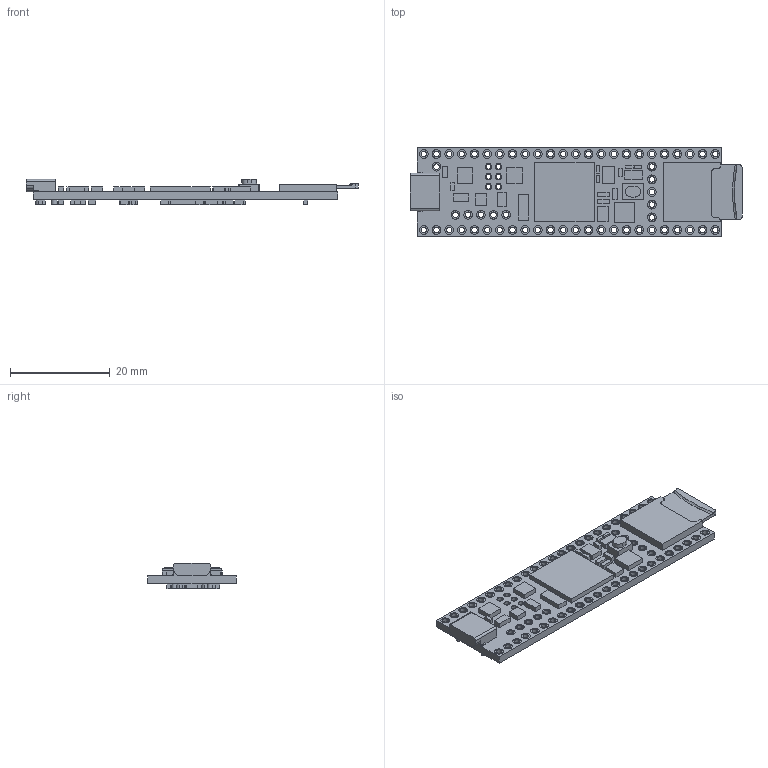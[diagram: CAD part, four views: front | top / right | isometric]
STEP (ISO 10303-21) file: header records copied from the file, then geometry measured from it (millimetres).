
FILE_DESCRIPTION (( 'STEP AP214' ), '1' );
FILE_NAME ('Teensy_4.1_Assembly_simplified.STEP', '2022-06-30T16:58:24', ( '' ), ( '' ), 'SwSTEP 2.0', 'SolidWorks 2021', '' );
FILE_SCHEMA (( 'AUTOMOTIVE_DESIGN' ));
Length unit declared in the file: millimetre
Products named in the file (1): Teensy_4.1_Assembly_simplified
Bounding box: 66.56 x 17.78 x 5.06 mm (x, y, z)
Volume: 2295.6 mm3; surface area: 3401.2 mm2
Topology: 1 solids, 2 shells, 1016 faces, 2406 edges, 1604 vertices
Faces by surface type: plane 549, cylinder 464, cone 2, torus 1
Full cylindrical faces by diameter (mm): 1.125 x2
Entity records: 36543 total; most frequent: DIRECTION 5362, CARTESIAN_POINT 5061, ORIENTED_EDGE 4808, EDGE_CURVE 2404, AXIS2_PLACEMENT_3D 1949, VERTEX_POINT 1604, LINE 1464, VECTOR 1464
